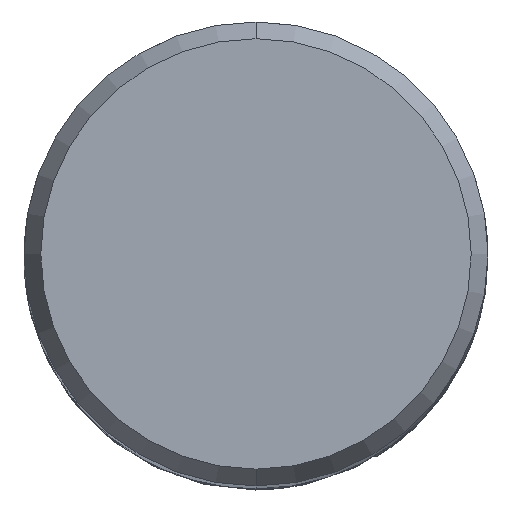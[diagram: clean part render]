
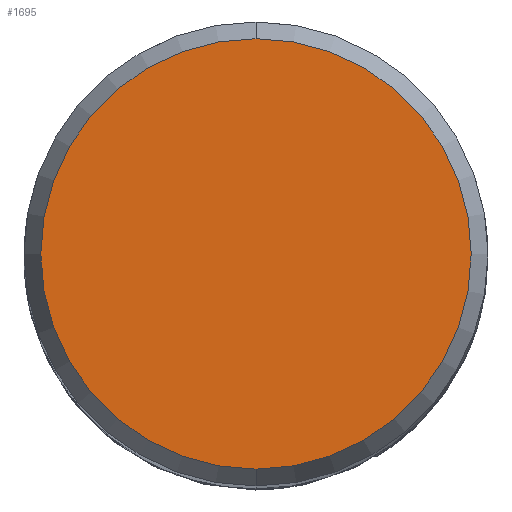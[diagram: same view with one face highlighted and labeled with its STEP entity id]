
A CAD part, top view. The second image highlights one B-rep face of the part: STEP entity #1695.
In plain terms, the highlighted planar face has unit normal (0, 0, 1).
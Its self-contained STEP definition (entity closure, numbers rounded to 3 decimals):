
#847=VERTEX_POINT('',#2102);
#1061=EDGE_CURVE('',#847,#1655,#2336,.T.);
#1655=VERTEX_POINT('',#2976);
#1695=ADVANCED_FACE('',(#3020),#3021,.T.);
#1835=EDGE_CURVE('',#1655,#847,#3175,.T.);
#2102=CARTESIAN_POINT('',(0.0,7.423,0.0));
#2336=CIRCLE('',#8137,7.423);
#2976=CARTESIAN_POINT('',(0.,-7.423,0.0));
#3020=FACE_OUTER_BOUND('',#14734,.T.);
#3021=PLANE('',#14735);
#3175=CIRCLE('',#16370,7.423);
#8137=AXIS2_PLACEMENT_3D('',#16998,#16999,#17000);
#14734=EDGE_LOOP('',(#17656,#17657));
#14735=AXIS2_PLACEMENT_3D('',#17658,#17659,#17660);
#16370=AXIS2_PLACEMENT_3D('',#17898,#17899,#17900);
#16998=CARTESIAN_POINT('',(0.0,0.0,0.0));
#16999=DIRECTION('',(0.0,0.0,-1.0));
#17000=DIRECTION('',(0.0,1.0,0.0));
#17656=ORIENTED_EDGE('',*,*,#1061,.F.);
#17657=ORIENTED_EDGE('',*,*,#1835,.F.);
#17658=CARTESIAN_POINT('',(0.0,3.711,0.0));
#17659=DIRECTION('',(-0.0,0.0,1.0));
#17660=DIRECTION('',(0.0,-1.0,0.0));
#17898=CARTESIAN_POINT('',(0.0,0.0,0.0));
#17899=DIRECTION('',(0.0,0.0,-1.0));
#17900=DIRECTION('',(0.0,1.0,0.0));
